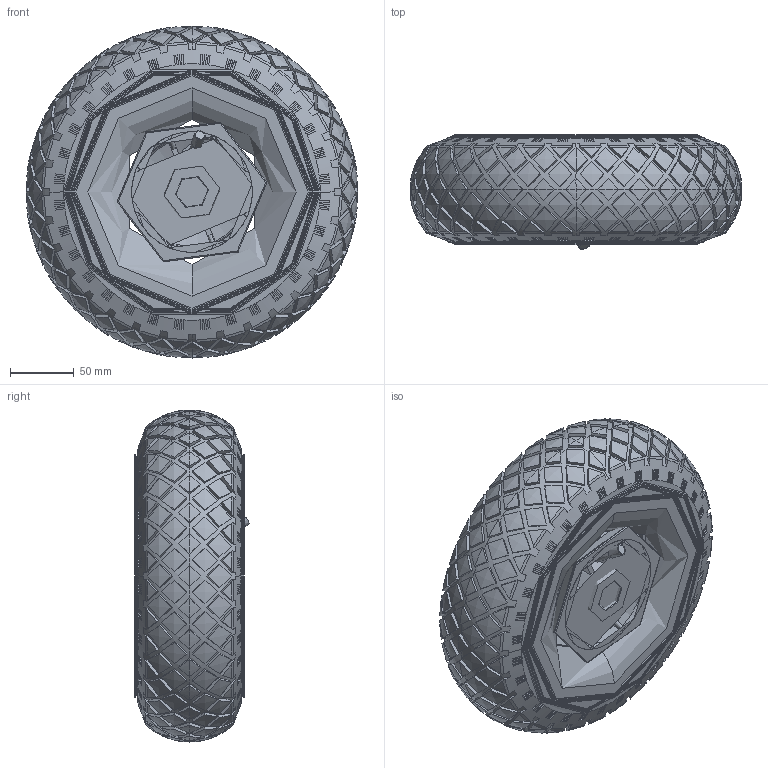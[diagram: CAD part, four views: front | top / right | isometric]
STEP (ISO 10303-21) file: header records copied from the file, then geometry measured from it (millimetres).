
FILE_DESCRIPTION(('STEP AP214'),'1');
FILE_NAME('BZWPP260254DE.STEP','2022-11-07T16:56:08',(' '),(' '),'Spatial InterOp 3D',' ',' ');
FILE_SCHEMA(('AUTOMOTIVE_DESIGN { 1 0 10303 214 1 1 1 1 }'));
Length unit declared in the file: metre
Products named in the file (9): PNEUMATIC TYRE & INNER TUBE; TYRE; VALVE; CAP; INNER TUBE; TYRETUBE2604DECON; BZWPP260254DE; RIM300X4PLRED25X75; POLYPROPYLENE RIM
Assembly tree (8 placements, depth 4):
  BZWPP260254DE
    TYRETUBE2604DECON
      PNEUMATIC TYRE & INNER TUBE
        TYRE
        VALVE
        CAP
        INNER TUBE
    RIM300X4PLRED25X75
      POLYPROPYLENE RIM
Bounding box: 259.94 x 89.86 x 260 mm (x, y, z)
Volume: 3130745.7 mm3; surface area: 502416 mm2
Topology: 5 solids, 5 shells, 2520 faces, 7294 edges, 4926 vertices
Faces by surface type: bspline 1140, torus 391, extrusion 384, cone 327, cylinder 165, plane 110, sphere 3
Entity records: 319529 total; most frequent: CARTESIAN_POINT 263997, ORIENTED_EDGE 14584, EDGE_CURVE 7292, DIRECTION 6556, VERTEX_POINT 4926, B_SPLINE_CURVE_WITH_KNOTS 4305, EDGE_LOOP 2672, ADVANCED_FACE 2520
